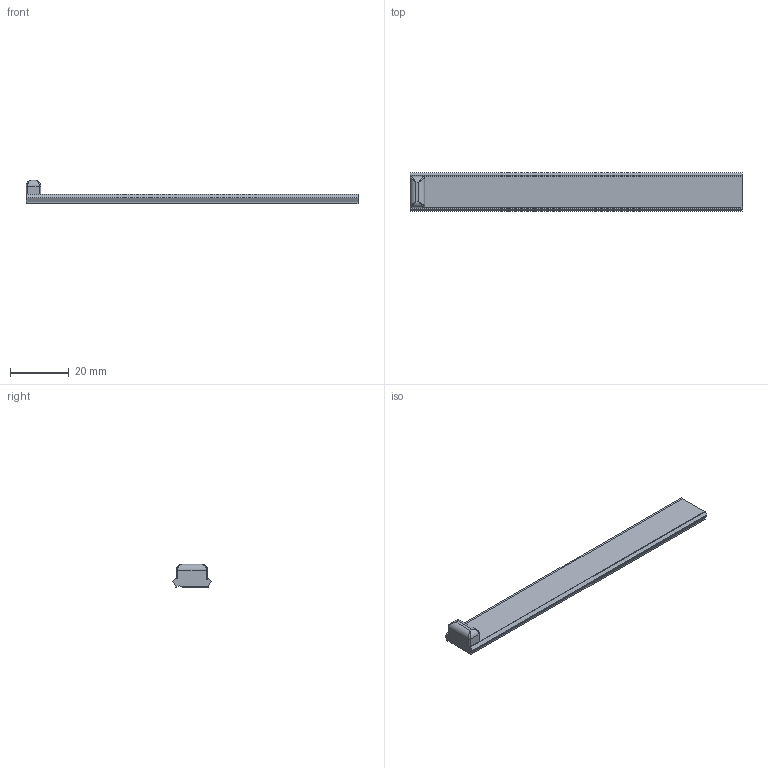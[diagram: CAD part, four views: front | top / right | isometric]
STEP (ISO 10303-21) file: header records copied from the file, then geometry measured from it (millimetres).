
FILE_DESCRIPTION(/* description */ (''),/* implementation_level */ '2;1');
FILE_NAME(/* name */ '12mm_cover.step',/* time_stamp */ '2025-10-31T23:57:26-07:00',/* author */ (''),/* organization */ (''),/* preprocessor_version */ 'ST-DEVELOPER v20.1',/* originating_system */ 'Autodesk Translation Framework v14.17.0.0',/* authorisation */ '');
FILE_SCHEMA (('AUTOMOTIVE_DESIGN { 1 0 10303 214 3 1 1 }'));
Length unit declared in the file: millimetre
Products named in the file (1): 2025-10-31-23-57-26-177
Bounding box: 113 x 12.94 x 8 mm (x, y, z)
Volume: 4255.7 mm3; surface area: 3709.6 mm2
Topology: 1 solids, 1 shells, 34 faces, 87 edges, 51 vertices
Faces by surface type: plane 21, cylinder 9, bspline 4
Entity records: 1190 total; most frequent: CARTESIAN_POINT 378, ORIENTED_EDGE 166, DIRECTION 148, EDGE_CURVE 83, LINE 64, VECTOR 64, VERTEX_POINT 51, AXIS2_PLACEMENT_3D 42
